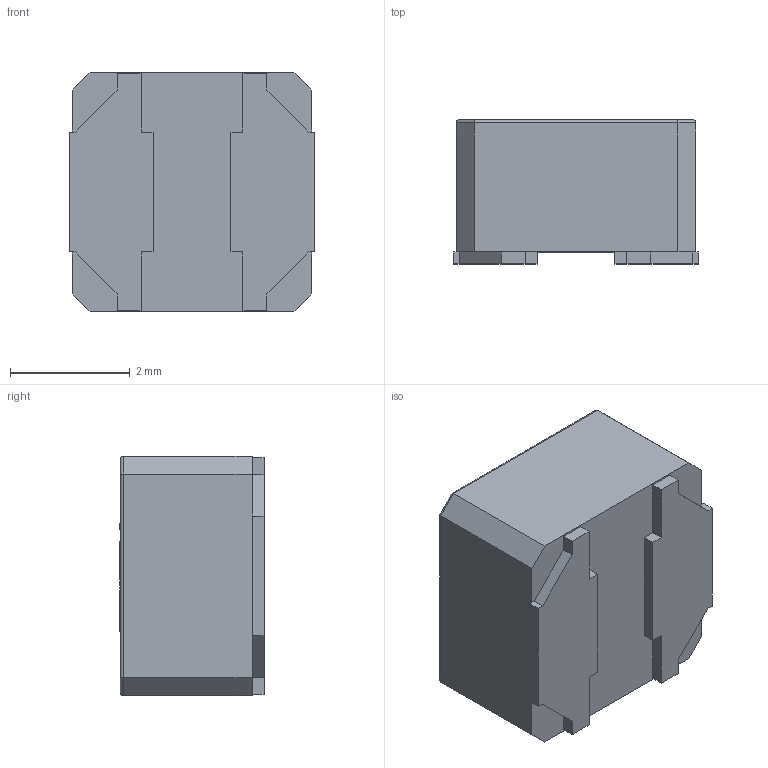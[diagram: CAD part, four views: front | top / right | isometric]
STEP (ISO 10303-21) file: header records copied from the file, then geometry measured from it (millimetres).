
FILE_DESCRIPTION (( 'STEP AP214' ), '1' );
FILE_NAME ('TDK VLCF4024.STEP', '2016-07-01T23:52:28', ( '' ), ( '' ), 'SwSTEP 2.0', 'SolidWorks 2015', '' );
FILE_SCHEMA (( 'AUTOMOTIVE_DESIGN' ));
Length unit declared in the file: millimetre
Products named in the file (1): TDK VLCF4024
Bounding box: 4.1 x 2.4 x 4 mm (x, y, z)
Volume: 35.7 mm3; surface area: 76.4 mm2
Topology: 1 solids, 1 shells, 103 faces, 271 edges, 176 vertices
Faces by surface type: plane 75, cylinder 17, bspline 7, torus 4
Entity records: 4360 total; most frequent: CARTESIAN_POINT 1060, ORIENTED_EDGE 542, DIRECTION 465, EDGE_CURVE 271, LINE 215, VECTOR 215, VERTEX_POINT 176, AXIS2_PLACEMENT_3D 125
